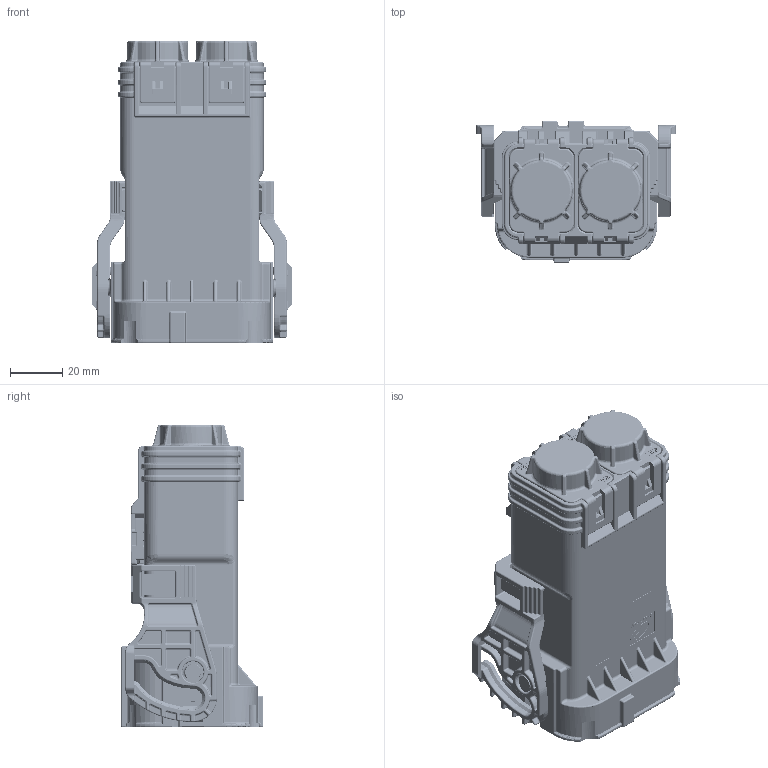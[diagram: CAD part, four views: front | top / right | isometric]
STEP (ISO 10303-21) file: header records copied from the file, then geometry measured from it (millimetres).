
FILE_DESCRIPTION (( 'STEP AP203' ), '1' );
FILE_NAME ('YGEV5-P2PNHB脣芛(95mm2).STEP', '2024-10-17T08:19:41', ( '' ), ( '' ), 'SwSTEP 2.0', 'SolidWorks 2018', '' );
FILE_SCHEMA (( 'CONFIG_CONTROL_DESIGN' ));
Length unit declared in the file: millimetre
Products named in the file (1): YGEV5-P2PNHB脣芛(95mm2)
Bounding box: 76.7 x 54.4 x 116.06 mm (x, y, z)
Volume: 194489.5 mm3; surface area: 119081.7 mm2
Topology: 3 solids, 13 shells, 8828 faces, 22731 edges, 13699 vertices
Faces by surface type: plane 4015, cylinder 2656, torus 974, bspline 585, cone 343, sphere 255
Entity records: 282905 total; most frequent: CARTESIAN_POINT 73051, ORIENTED_EDGE 44936, DIRECTION 43192, EDGE_CURVE 22468, AXIS2_PLACEMENT_3D 14701, VECTOR 13790, LINE 13790, VERTEX_POINT 13686
